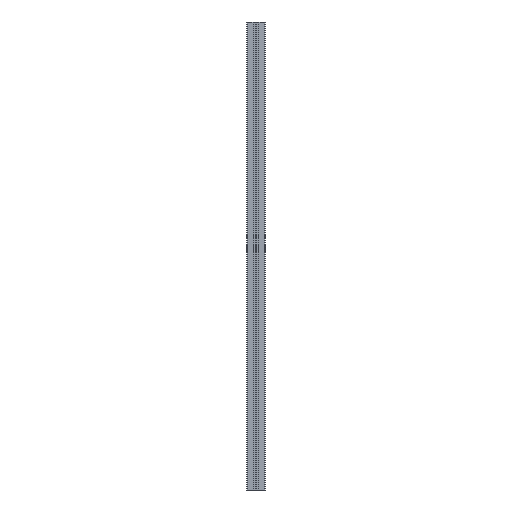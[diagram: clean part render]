
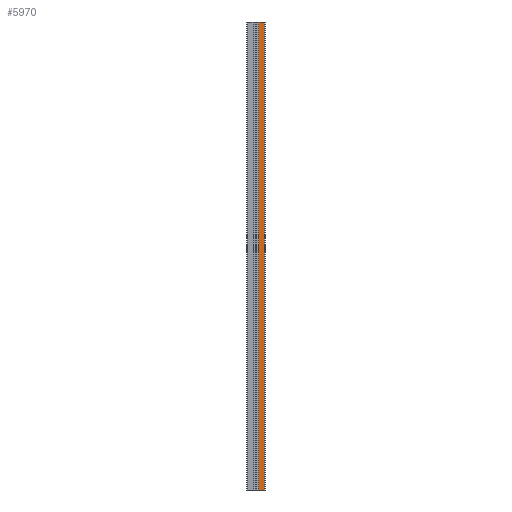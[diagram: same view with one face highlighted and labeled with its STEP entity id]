
A CAD part, front view. The second image highlights one B-rep face of the part: STEP entity #5970.
In plain terms, the highlighted planar face has unit normal (0, -1, 0).
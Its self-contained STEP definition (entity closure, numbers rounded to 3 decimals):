
#172 = EDGE_CURVE ( 'NONE', #9759, #2347, #4370, .T. ) ;
#625 = EDGE_CURVE ( 'NONE', #802, #9759, #1749, .T. ) ;
#802 = VERTEX_POINT ( 'NONE', #6694 ) ;
#1077 = CARTESIAN_POINT ( 'NONE',  ( 6.3, -20., 0. ) ) ;
#1749 = LINE ( 'NONE', #2198, #2943 ) ;
#2059 = FACE_OUTER_BOUND ( 'NONE', #7054, .T. ) ;
#2198 = CARTESIAN_POINT ( 'NONE',  ( 18., -20., -1000. ) ) ;
#2347 = VERTEX_POINT ( 'NONE', #10502 ) ;
#2943 = VECTOR ( 'NONE', #5443, 1000. ) ;
#4370 = LINE ( 'NONE', #7023, #12100 ) ;
#4632 = EDGE_CURVE ( 'NONE', #9896, #2347, #6682, .T. ) ;
#5242 = CARTESIAN_POINT ( 'NONE',  ( 18., -20., -1000. ) ) ;
#5295 = ORIENTED_EDGE ( 'NONE', *, *, #172, .T. ) ;
#5386 = CARTESIAN_POINT ( 'NONE',  ( 6.3, -20., -1000. ) ) ;
#5443 = DIRECTION ( 'NONE',  ( 1., 0., 0. ) ) ;
#5970 = ADVANCED_FACE ( 'NONE', ( #2059 ), #9611, .T. ) ;
#6682 = LINE ( 'NONE', #9376, #9596 ) ;
#6694 = CARTESIAN_POINT ( 'NONE',  ( 6.3, -20., -1000. ) ) ;
#7023 = CARTESIAN_POINT ( 'NONE',  ( 18., -20., -1000. ) ) ;
#7054 = EDGE_LOOP ( 'NONE', ( #8870, #7795, #10835, #5295 ) ) ;
#7350 = DIRECTION ( 'NONE',  ( 0., 0., 1. ) ) ;
#7408 = LINE ( 'NONE', #5386, #12521 ) ;
#7795 = ORIENTED_EDGE ( 'NONE', *, *, #13397, .F. ) ;
#8369 = DIRECTION ( 'NONE',  ( 1., 0., 0. ) ) ;
#8870 = ORIENTED_EDGE ( 'NONE', *, *, #4632, .F. ) ;
#9376 = CARTESIAN_POINT ( 'NONE',  ( 18., -20., 0. ) ) ;
#9596 = VECTOR ( 'NONE', #8369, 1000. ) ;
#9611 = PLANE ( 'NONE',  #12405 ) ;
#9759 = VERTEX_POINT ( 'NONE', #5242 ) ;
#9784 = CARTESIAN_POINT ( 'NONE',  ( 18., -20., -1000. ) ) ;
#9896 = VERTEX_POINT ( 'NONE', #1077 ) ;
#10069 = DIRECTION ( 'NONE',  ( 0., -1., 0. ) ) ;
#10085 = DIRECTION ( 'NONE',  ( 0., 0., -1. ) ) ;
#10502 = CARTESIAN_POINT ( 'NONE',  ( 18., -20., 0. ) ) ;
#10835 = ORIENTED_EDGE ( 'NONE', *, *, #625, .T. ) ;
#12100 = VECTOR ( 'NONE', #12174, 1000. ) ;
#12174 = DIRECTION ( 'NONE',  ( 0., 0., 1. ) ) ;
#12405 = AXIS2_PLACEMENT_3D ( 'NONE', #9784, #10069, #10085 ) ;
#12521 = VECTOR ( 'NONE', #7350, 1000. ) ;
#13397 = EDGE_CURVE ( 'NONE', #802, #9896, #7408, .T. ) ;
